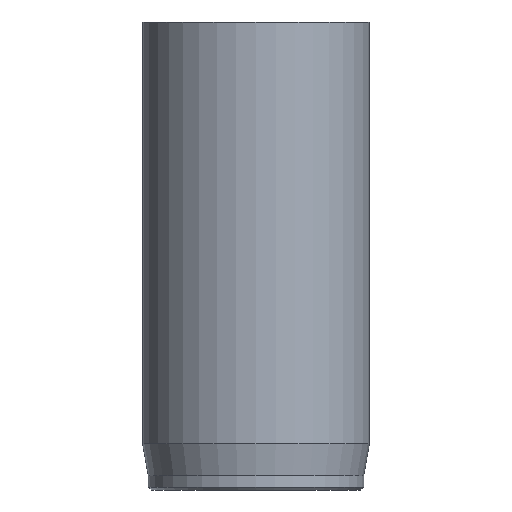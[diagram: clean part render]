
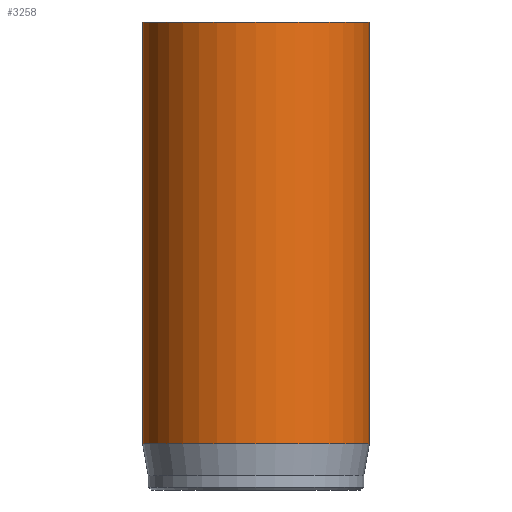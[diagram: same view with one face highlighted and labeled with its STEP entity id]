
A CAD part, front view. The second image highlights one B-rep face of the part: STEP entity #3258.
In plain terms, the highlighted cylindrical face has radius 8 mm (diameter 16 mm), a full revolution.
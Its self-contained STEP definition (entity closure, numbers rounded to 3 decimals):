
#32=CYLINDRICAL_SURFACE('',#3414,8.);
#47=CIRCLE('',#3385,8.);
#63=CIRCLE('',#3412,8.);
#64=CIRCLE('',#3413,8.);
#313=FACE_OUTER_BOUND('',#502,.T.);
#502=EDGE_LOOP('',(#2899,#2900,#2901,#2902,#2903));
#750=LINE('',#6087,#1004);
#1004=VECTOR('',#3840,8.);
#1501=VERTEX_POINT('',#6030);
#1517=VERTEX_POINT('',#6081);
#1518=VERTEX_POINT('',#6082);
#1959=EDGE_CURVE('',#1501,#1501,#47,.T.);
#1983=EDGE_CURVE('',#1517,#1518,#63,.T.);
#1984=EDGE_CURVE('',#1518,#1517,#64,.T.);
#1986=EDGE_CURVE('',#1501,#1517,#750,.T.);
#2899=ORIENTED_EDGE('',*,*,#1959,.T.);
#2900=ORIENTED_EDGE('',*,*,#1986,.T.);
#2901=ORIENTED_EDGE('',*,*,#1983,.T.);
#2902=ORIENTED_EDGE('',*,*,#1984,.T.);
#2903=ORIENTED_EDGE('',*,*,#1986,.F.);
#3258=ADVANCED_FACE('',(#313),#32,.T.);
#3385=AXIS2_PLACEMENT_3D('',#6031,#3771,#3772);
#3412=AXIS2_PLACEMENT_3D('',#6083,#3833,#3834);
#3413=AXIS2_PLACEMENT_3D('',#6084,#3835,#3836);
#3414=AXIS2_PLACEMENT_3D('',#6086,#3838,#3839);
#3771=DIRECTION('center_axis',(0.,0.,-1.));
#3772=DIRECTION('ref_axis',(-1.,0.,0.));
#3833=DIRECTION('center_axis',(0.,0.,1.));
#3834=DIRECTION('ref_axis',(-1.,0.,0.));
#3835=DIRECTION('center_axis',(0.,0.,1.));
#3836=DIRECTION('ref_axis',(-1.,0.,0.));
#3838=DIRECTION('center_axis',(0.,0.,1.));
#3839=DIRECTION('ref_axis',(-1.,0.,0.));
#3840=DIRECTION('',(0.,0.,-1.));
#6030=CARTESIAN_POINT('',(8.,0.,33.));
#6031=CARTESIAN_POINT('Origin',(0.,0.,33.));
#6081=CARTESIAN_POINT('',(8.,0.,3.269));
#6082=CARTESIAN_POINT('',(-8.,0.,3.269));
#6083=CARTESIAN_POINT('Origin',(0.,0.,3.269));
#6084=CARTESIAN_POINT('Origin',(0.,0.,3.269));
#6086=CARTESIAN_POINT('Origin',(0.,0.,0.));
#6087=CARTESIAN_POINT('',(8.,0.,0.));
